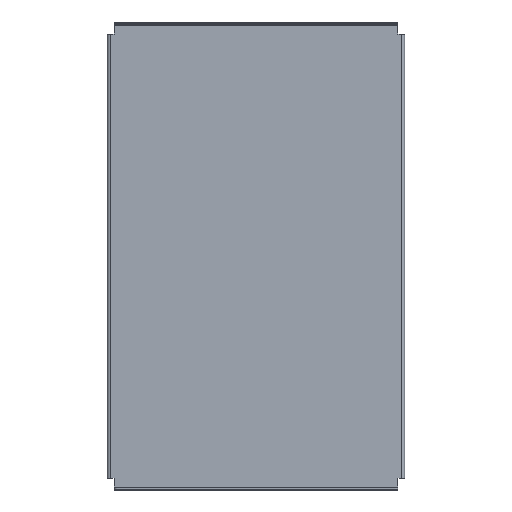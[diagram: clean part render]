
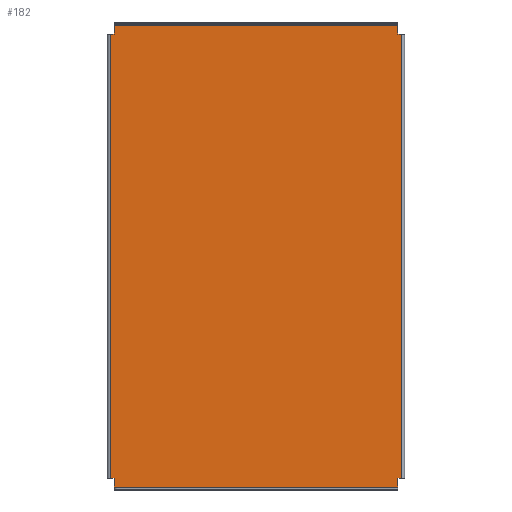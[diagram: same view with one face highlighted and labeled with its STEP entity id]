
A CAD part, top view. The second image highlights one B-rep face of the part: STEP entity #182.
In plain terms, the highlighted planar face has unit normal (0, 0, 1).
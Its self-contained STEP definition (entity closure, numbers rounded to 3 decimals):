
#182 = ADVANCED_FACE ( 'NONE', ( #1206 ), #3122, .T. ) ;
#311 = LINE ( 'NONE', #2124, #324 ) ;
#321 = LINE ( 'NONE', #619, #326 ) ;
#323 = LINE ( 'NONE', #628, #340 ) ;
#324 = VECTOR ( 'NONE', #630, 1000. ) ;
#325 = LINE ( 'NONE', #632, #328 ) ;
#326 = VECTOR ( 'NONE', #631, 1000. ) ;
#327 = LINE ( 'NONE', #634, #330 ) ;
#328 = VECTOR ( 'NONE', #633, 1000. ) ;
#329 = LINE ( 'NONE', #636, #332 ) ;
#330 = VECTOR ( 'NONE', #635, 1000. ) ;
#331 = LINE ( 'NONE', #638, #334 ) ;
#332 = VECTOR ( 'NONE', #637, 1000. ) ;
#333 = LINE ( 'NONE', #640, #336 ) ;
#334 = VECTOR ( 'NONE', #639, 1000. ) ;
#335 = LINE ( 'NONE', #642, #338 ) ;
#336 = VECTOR ( 'NONE', #641, 1000. ) ;
#338 = VECTOR ( 'NONE', #644, 1000. ) ;
#339 = LINE ( 'NONE', #646, #342 ) ;
#340 = VECTOR ( 'NONE', #645, 1000. ) ;
#341 = LINE ( 'NONE', #648, #344 ) ;
#342 = VECTOR ( 'NONE', #647, 1000. ) ;
#343 = LINE ( 'NONE', #650, #346 ) ;
#344 = VECTOR ( 'NONE', #649, 1000. ) ;
#346 = VECTOR ( 'NONE', #651, 1000. ) ;
#619 = CARTESIAN_POINT ( 'NONE',  ( -142., 231.5, 2. ) ) ;
#628 = CARTESIAN_POINT ( 'NONE',  ( -142., 232.5, 2. ) ) ;
#630 = DIRECTION ( 'NONE',  ( 0., -1., 0. ) ) ;
#631 = DIRECTION ( 'NONE',  ( 1., 0., 0. ) ) ;
#632 = CARTESIAN_POINT ( 'NONE',  ( 142., 232.5, 2. ) ) ;
#633 = DIRECTION ( 'NONE',  ( 0., 1., 0. ) ) ;
#634 = CARTESIAN_POINT ( 'NONE',  ( 147., 222.5, 2. ) ) ;
#635 = DIRECTION ( 'NONE',  ( -1., 0., 0. ) ) ;
#636 = CARTESIAN_POINT ( 'NONE',  ( 146., -222.5, 2. ) ) ;
#637 = DIRECTION ( 'NONE',  ( 0., 1., 0. ) ) ;
#638 = CARTESIAN_POINT ( 'NONE',  ( 147., -222.5, 2. ) ) ;
#639 = DIRECTION ( 'NONE',  ( -1., 0., 0. ) ) ;
#640 = CARTESIAN_POINT ( 'NONE',  ( 142., 232.5, 2. ) ) ;
#641 = DIRECTION ( 'NONE',  ( 0., 1., 0. ) ) ;
#642 = CARTESIAN_POINT ( 'NONE',  ( 142., -231.5, 2. ) ) ;
#644 = DIRECTION ( 'NONE',  ( -1., 0., 0. ) ) ;
#645 = DIRECTION ( 'NONE',  ( 0., -1., 0. ) ) ;
#646 = CARTESIAN_POINT ( 'NONE',  ( -147., -222.5, 2. ) ) ;
#647 = DIRECTION ( 'NONE',  ( 1., 0., 0. ) ) ;
#648 = CARTESIAN_POINT ( 'NONE',  ( -146., 222.5, 2. ) ) ;
#649 = DIRECTION ( 'NONE',  ( 0., -1., 0. ) ) ;
#650 = CARTESIAN_POINT ( 'NONE',  ( -147., 222.5, 2. ) ) ;
#651 = DIRECTION ( 'NONE',  ( 1., 0., 0. ) ) ;
#1091 = ORIENTED_EDGE ( 'NONE', *, *, #2792, .T. ) ;
#1092 = ORIENTED_EDGE ( 'NONE', *, *, #2793, .F. ) ;
#1135 = VERTEX_POINT ( 'NONE', #2689 ) ;
#1142 = VERTEX_POINT ( 'NONE', #2680 ) ;
#1197 = VERTEX_POINT ( 'NONE', #2561 ) ;
#1206 = FACE_OUTER_BOUND ( 'NONE', #1597, .T. ) ;
#1273 = VERTEX_POINT ( 'NONE', #2535 ) ;
#1311 = VERTEX_POINT ( 'NONE', #2507 ) ;
#1428 = VERTEX_POINT ( 'NONE', #2549 ) ;
#1466 = VERTEX_POINT ( 'NONE', #2541 ) ;
#1487 = ORIENTED_EDGE ( 'NONE', *, *, #2794, .T. ) ;
#1505 = VERTEX_POINT ( 'NONE', #2536 ) ;
#1526 = ORIENTED_EDGE ( 'NONE', *, *, #2795, .T. ) ;
#1543 = VERTEX_POINT ( 'NONE', #2523 ) ;
#1564 = ORIENTED_EDGE ( 'NONE', *, *, #2796, .T. ) ;
#1581 = VERTEX_POINT ( 'NONE', #2512 ) ;
#1597 = EDGE_LOOP ( 'NONE', ( #1792, #1754, #1716, #1678, #1640, #1602, #1906, #1564, #1526, #1487, #1092, #1091 ) ) ;
#1602 = ORIENTED_EDGE ( 'NONE', *, *, #2798, .T. ) ;
#1619 = VERTEX_POINT ( 'NONE', #2494 ) ;
#1640 = ORIENTED_EDGE ( 'NONE', *, *, #2799, .F. ) ;
#1678 = ORIENTED_EDGE ( 'NONE', *, *, #2800, .T. ) ;
#1716 = ORIENTED_EDGE ( 'NONE', *, *, #2801, .T. ) ;
#1754 = ORIENTED_EDGE ( 'NONE', *, *, #2802, .T. ) ;
#1792 = ORIENTED_EDGE ( 'NONE', *, *, #2803, .F. ) ;
#1906 = ORIENTED_EDGE ( 'NONE', *, *, #2797, .F. ) ;
#1923 = VERTEX_POINT ( 'NONE', #2300 ) ;
#2124 = CARTESIAN_POINT ( 'NONE',  ( -142., 232.5, 2. ) ) ;
#2300 = CARTESIAN_POINT ( 'NONE',  ( 142., 222.5, 2. ) ) ;
#2494 = CARTESIAN_POINT ( 'NONE',  ( 142., 231.5, 2. ) ) ;
#2507 = CARTESIAN_POINT ( 'NONE',  ( -142., 222.5, 2. ) ) ;
#2512 = CARTESIAN_POINT ( 'NONE',  ( 146., 222.5, 2. ) ) ;
#2523 = CARTESIAN_POINT ( 'NONE',  ( -142., 231.5, 2. ) ) ;
#2535 = CARTESIAN_POINT ( 'NONE',  ( -146., 222.5, 2. ) ) ;
#2536 = CARTESIAN_POINT ( 'NONE',  ( 142., -222.5, 2. ) ) ;
#2541 = CARTESIAN_POINT ( 'NONE',  ( 146., -222.5, 2. ) ) ;
#2549 = CARTESIAN_POINT ( 'NONE',  ( 142., -231.5, 2. ) ) ;
#2561 = CARTESIAN_POINT ( 'NONE',  ( -146., -222.5, 2. ) ) ;
#2680 = CARTESIAN_POINT ( 'NONE',  ( -142., -231.5, 2. ) ) ;
#2689 = CARTESIAN_POINT ( 'NONE',  ( -142., -222.5, 2. ) ) ;
#2792 = EDGE_CURVE ( 'NONE', #1543, #1311, #311, .T. ) ;
#2793 = EDGE_CURVE ( 'NONE', #1543, #1619, #321, .T. ) ;
#2794 = EDGE_CURVE ( 'NONE', #1923, #1619, #325, .T. ) ;
#2795 = EDGE_CURVE ( 'NONE', #1581, #1923, #327, .T. ) ;
#2796 = EDGE_CURVE ( 'NONE', #1466, #1581, #329, .T. ) ;
#2797 = EDGE_CURVE ( 'NONE', #1466, #1505, #331, .T. ) ;
#2798 = EDGE_CURVE ( 'NONE', #1428, #1505, #333, .T. ) ;
#2799 = EDGE_CURVE ( 'NONE', #1428, #1142, #335, .T. ) ;
#2800 = EDGE_CURVE ( 'NONE', #1135, #1142, #323, .T. ) ;
#2801 = EDGE_CURVE ( 'NONE', #1197, #1135, #339, .T. ) ;
#2802 = EDGE_CURVE ( 'NONE', #1273, #1197, #341, .T. ) ;
#2803 = EDGE_CURVE ( 'NONE', #1273, #1311, #343, .T. ) ;
#2982 = AXIS2_PLACEMENT_3D ( 'NONE', #3109, #3107, #3105 ) ;
#3105 = DIRECTION ( 'NONE',  ( 1., 0., 0. ) ) ;
#3107 = DIRECTION ( 'NONE',  ( 0., 0., 1. ) ) ;
#3109 = CARTESIAN_POINT ( 'NONE',  ( -142., -232.5, 2. ) ) ;
#3122 = PLANE ( 'NONE',  #2982 ) ;
